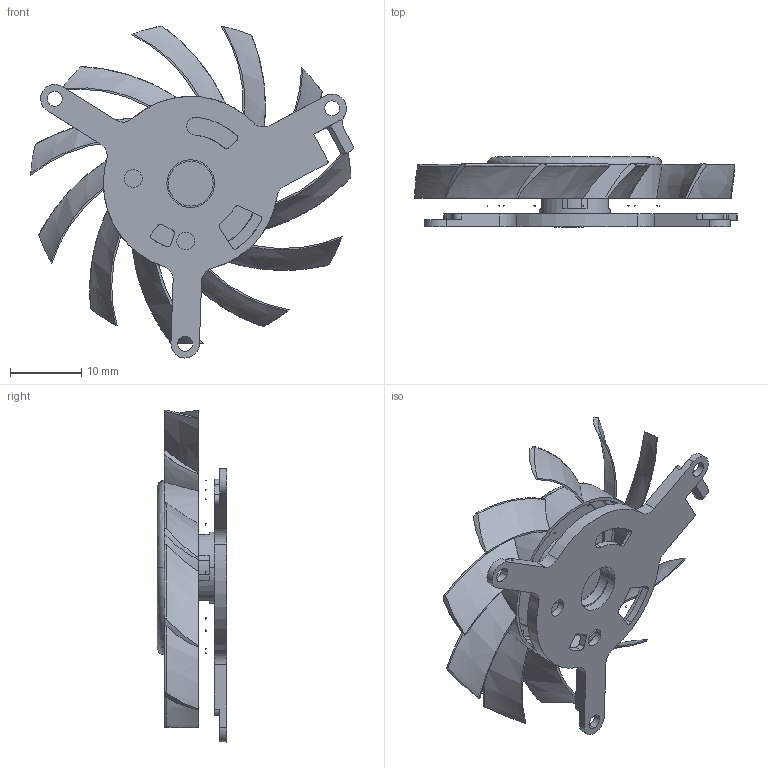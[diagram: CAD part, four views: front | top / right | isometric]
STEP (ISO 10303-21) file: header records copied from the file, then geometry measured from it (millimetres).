
FILE_DESCRIPTION((''),'2;1');
FILE_NAME('EFB0512MAF89-V0_ASM','2019-01-30T',('ALLEN.HAN'),(''),'PRO/ENGINEER BY PARAMETRIC TECHNOLOGY CORPORATION, 2009360','PRO/ENGINEER BY PARAMETRIC TECHNOLOGY CORPORATION, 2009360','');
FILE_SCHEMA(('CONFIG_CONTROL_DESIGN'));
Length unit declared in the file: millimetre
Products named in the file (3): AK47-PILLOW-V0; AK47-IMP-V0-1; EFB0512MAF89-V0_ASM
Assembly tree (2 placements, depth 2):
  EFB0512MAF89-V0_ASM
    AK47-PILLOW-V0
    AK47-IMP-V0-1
Bounding box: 45.31 x 9.8 x 46.61 mm (x, y, z)
Volume: 2141.9 mm3; surface area: 5379.8 mm2
Topology: 13 solids, 14 shells, 318 faces, 901 edges, 619 vertices
Faces by surface type: cylinder 140, plane 95, bspline 68, cone 9, torus 6
Entity records: 23228 total; most frequent: CARTESIAN_POINT 15127, ORIENTED_EDGE 1802, DIRECTION 1556, EDGE_CURVE 901, AXIS2_PLACEMENT_3D 640, VERTEX_POINT 619, CIRCLE 385, EDGE_LOOP 344
